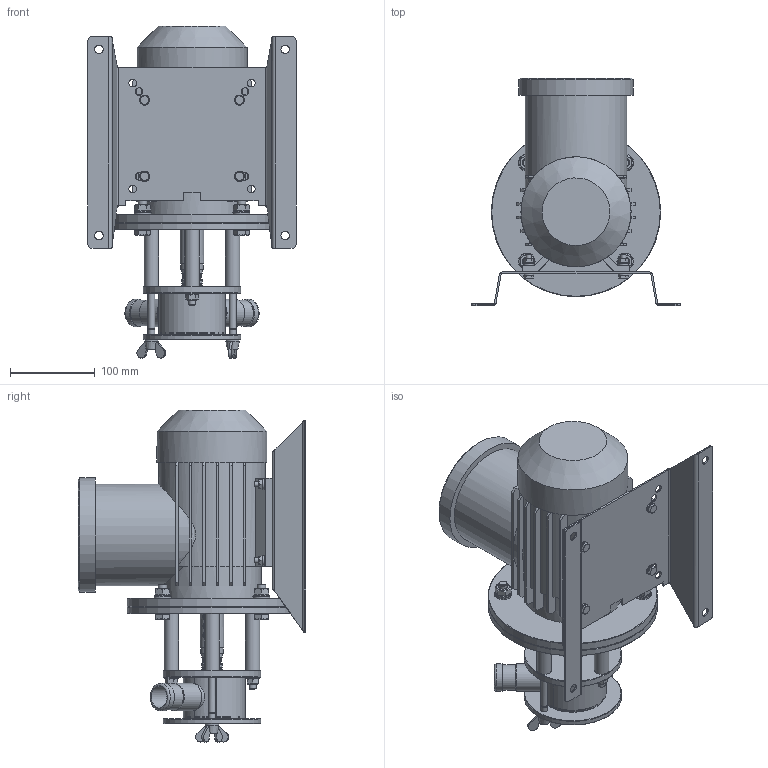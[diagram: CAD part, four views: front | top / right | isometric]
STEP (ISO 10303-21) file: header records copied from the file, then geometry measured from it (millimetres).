
FILE_DESCRIPTION(/* description */ (''),/* implementation_level */ '2;1');
FILE_NAME(/* name */ 'НСУ-4 -V исполнение модель.stp',/* time_stamp */ '2020-11-25T10:38:08+03:00',/* author */ ('User'),/* organization */ (''),/* preprocessor_version */ 'ST-DEVELOPER v16.1',/* originating_system */ 'Autodesk Inventor 2016',/* authorisation */ '');
FILE_SCHEMA (('AUTOMOTIVE_DESIGN { 1 0 10303 214 3 1 1 }'));
Length unit declared in the file: centimetre
Products named in the file (1): НСУ-4 -V \X2\04380441043F043E043B043D
 модель
Bounding box: 246.21 x 268.74 x 392.08 mm (x, y, z)
Volume: 4918285.3 mm3; surface area: 579599.7 mm2
Topology: 1 solids, 26 shells, 1136 faces, 2769 edges, 1746 vertices
Faces by surface type: plane 503, cylinder 360, cone 156, torus 115, bspline 2
Full cylindrical faces by diameter (mm): 5.459 x4, 6 x8, 6.4 x8, 6.647 x2, 7 x4, 8 x14, 8.4 x4, 8.5 x6, 8.7 x4, 9 x8, 9.188 x4, 9.68 x1, 10 x12, 10.5 x4, 12 x8, 12.2 x4, 12.7 x1, 14 x3, 15 x1, 15.4 x4, 16 x4, 17 x5, 17.97 x1, 18 x1, 19 x1, 20 x7, 23 x1, 24 x2, 25 x4, 26 x2
Entity records: 34000 total; most frequent: CARTESIAN_POINT 7927, DIRECTION 5296, ORIENTED_EDGE 4850, EDGE_CURVE 2399, AXIS2_PLACEMENT_3D 2214, VERTEX_POINT 1654, EDGE_LOOP 1603, FACE_OUTER_BOUND 1135
